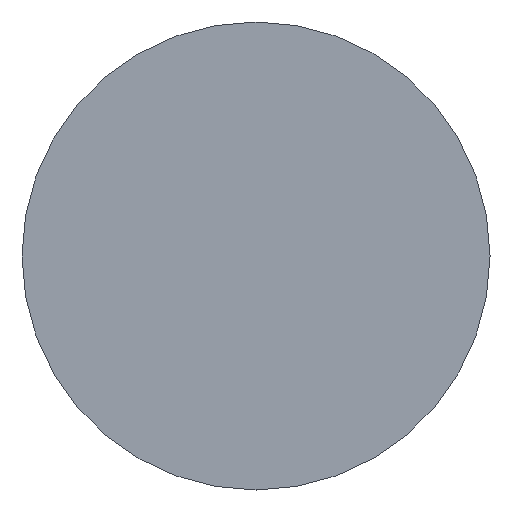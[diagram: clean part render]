
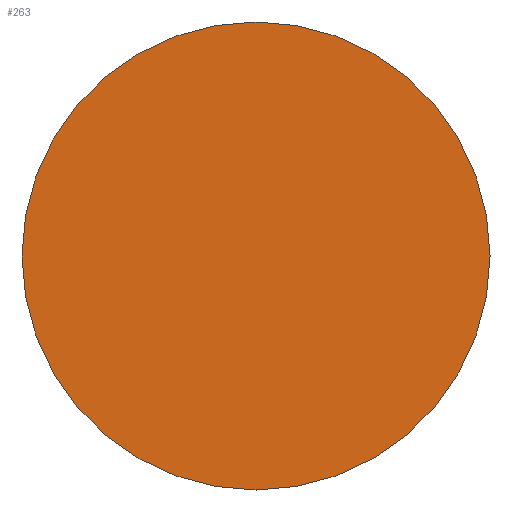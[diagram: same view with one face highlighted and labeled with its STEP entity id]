
A CAD part, front view. The second image highlights one B-rep face of the part: STEP entity #263.
In plain terms, the highlighted planar face has unit normal (0, -1, 0).
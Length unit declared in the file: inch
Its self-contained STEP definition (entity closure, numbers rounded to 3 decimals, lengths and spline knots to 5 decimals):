
#11 = FACE_OUTER_BOUND ( 'NONE', #56, .T. ) ;
#15 = AXIS2_PLACEMENT_3D ( 'NONE', #140, #245, #223 ) ;
#29 = EDGE_CURVE ( 'NONE', #216, #78, #210, .T. ) ;
#32 = CARTESIAN_POINT ( 'NONE',  ( 0., 0., 0. ) ) ;
#51 = DIRECTION ( 'NONE',  ( 0., 0., -1. ) ) ;
#56 = EDGE_LOOP ( 'NONE', ( #142, #200 ) ) ;
#78 = VERTEX_POINT ( 'NONE', #103 ) ;
#94 = CARTESIAN_POINT ( 'NONE',  ( 0., 0., -0.375 ) ) ;
#95 = PLANE ( 'NONE',  #101 ) ;
#101 = AXIS2_PLACEMENT_3D ( 'NONE', #32, #266, #51 ) ;
#103 = CARTESIAN_POINT ( 'NONE',  ( 0., 0., 0.375 ) ) ;
#110 = EDGE_CURVE ( 'NONE', #78, #216, #132, .T. ) ;
#126 = CARTESIAN_POINT ( 'NONE',  ( 0., 0., 0. ) ) ;
#128 = DIRECTION ( 'NONE',  ( 0., 0., -1. ) ) ;
#132 = CIRCLE ( 'NONE', #15, 0.375 ) ;
#140 = CARTESIAN_POINT ( 'NONE',  ( 0., 0., 0. ) ) ;
#142 = ORIENTED_EDGE ( 'NONE', *, *, #29, .T. ) ;
#200 = ORIENTED_EDGE ( 'NONE', *, *, #110, .T. ) ;
#210 = CIRCLE ( 'NONE', #262, 0.375 ) ;
#216 = VERTEX_POINT ( 'NONE', #94 ) ;
#223 = DIRECTION ( 'NONE',  ( 0., 0., -1. ) ) ;
#245 = DIRECTION ( 'NONE',  ( 0., -1., 0. ) ) ;
#254 = DIRECTION ( 'NONE',  ( 0., -1., 0. ) ) ;
#262 = AXIS2_PLACEMENT_3D ( 'NONE', #126, #254, #128 ) ;
#263 = ADVANCED_FACE ( 'NONE', ( #11 ), #95, .T. ) ;
#266 = DIRECTION ( 'NONE',  ( 0., -1., 0. ) ) ;
